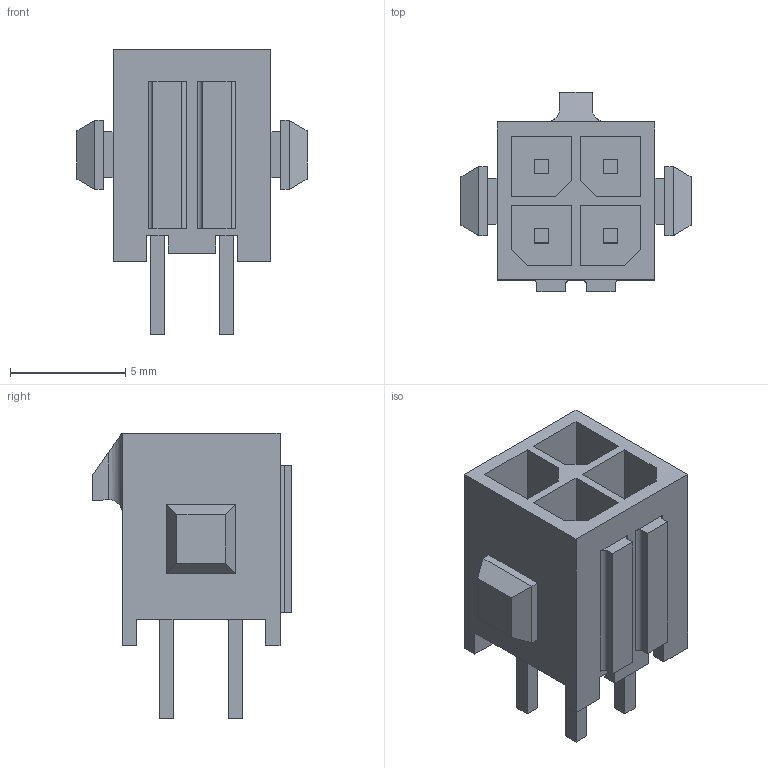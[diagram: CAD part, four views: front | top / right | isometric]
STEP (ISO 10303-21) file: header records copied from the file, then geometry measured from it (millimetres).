
FILE_DESCRIPTION((''),'2;1');
FILE_NAME('C-3-794630-4','2017-05-03T',('workeradm'),('Tyco Electronics Ltd.'),'CREO PARAMETRIC BY PTC INC, 2016050','CREO PARAMETRIC BY PTC INC, 2016050','');
FILE_SCHEMA(('AUTOMOTIVE_DESIGN { 1 0 10303 214 1 1 1 1 }'));
Length unit declared in the file: millimetre
Products named in the file (1): C-3-794630-4
Bounding box: 10 x 8.67 x 12.42 mm (x, y, z)
Volume: 266.3 mm3; surface area: 750.6 mm2
Topology: 1 solids, 1 shells, 140 faces, 350 edges, 230 vertices
Faces by surface type: plane 133, cylinder 7
Entity records: 4165 total; most frequent: CARTESIAN_POINT 767, ORIENTED_EDGE 700, DIRECTION 636, EDGE_CURVE 350, VECTOR 336, LINE 336, VERTEX_POINT 230, EDGE_LOOP 158
